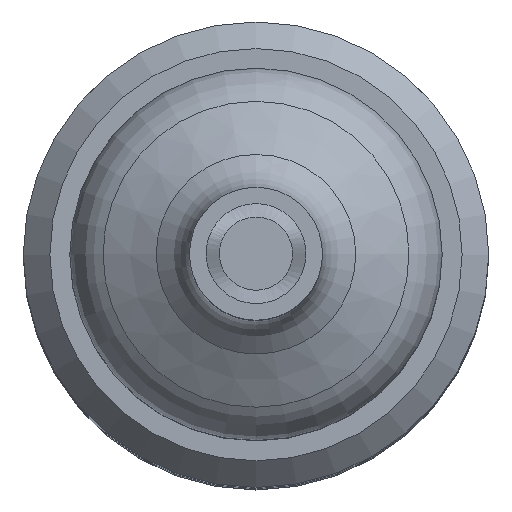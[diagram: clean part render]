
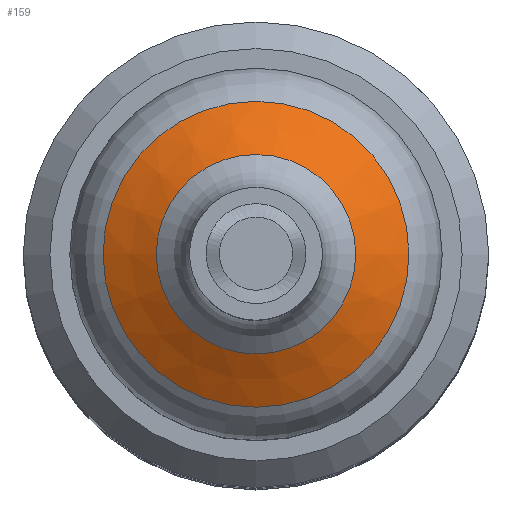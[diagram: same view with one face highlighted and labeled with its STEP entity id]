
A CAD part, top view. The second image highlights one B-rep face of the part: STEP entity #159.
In plain terms, the highlighted conical face has half-angle 60 degrees and reference radius 11.5 mm.
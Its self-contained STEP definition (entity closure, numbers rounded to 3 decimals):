
#50 = AXIS2_PLACEMENT_3D ( 'NONE', #396, #393, #399 ) ;
#55 = EDGE_CURVE ( 'NONE', #338, #338, #731, .T. ) ;
#159 = ADVANCED_FACE ( 'NONE', ( #633, #619 ), #612, .T. ) ;
#249 = EDGE_CURVE ( 'NONE', #333, #333, #565, .T. ) ;
#333 = VERTEX_POINT ( 'NONE', #426 ) ;
#338 = VERTEX_POINT ( 'NONE', #933 ) ;
#363 = AXIS2_PLACEMENT_3D ( 'NONE', #1081, #1088, #982 ) ;
#391 = DIRECTION ( 'NONE',  ( 0.173, 0.985, 0. ) ) ;
#393 = DIRECTION ( 'NONE',  ( 0., 0., -1. ) ) ;
#396 = CARTESIAN_POINT ( 'NONE',  ( 0., 0., 17.443 ) ) ;
#399 = DIRECTION ( 'NONE',  ( -0.173, -0.985, 0. ) ) ;
#426 = CARTESIAN_POINT ( 'NONE',  ( 1.987, 11.327, 17.443 ) ) ;
#565 = CIRCLE ( 'NONE', #852, 11.5 ) ;
#577 = DIRECTION ( 'NONE',  ( 0., 0., 1. ) ) ;
#612 = CONICAL_SURFACE ( 'NONE', #50, 11.5, 1.047 ) ;
#619 = FACE_OUTER_BOUND ( 'NONE', #768, .T. ) ;
#633 = FACE_BOUND ( 'NONE', #750, .T. ) ;
#731 = CIRCLE ( 'NONE', #363, 7.5 ) ;
#750 = EDGE_LOOP ( 'NONE', ( #1154 ) ) ;
#768 = EDGE_LOOP ( 'NONE', ( #1155 ) ) ;
#781 = CARTESIAN_POINT ( 'NONE',  ( 0., 0., 17.443 ) ) ;
#852 = AXIS2_PLACEMENT_3D ( 'NONE', #781, #577, #391 ) ;
#933 = CARTESIAN_POINT ( 'NONE',  ( 1.296, 7.387, 19.753 ) ) ;
#982 = DIRECTION ( 'NONE',  ( 0.173, 0.985, 0. ) ) ;
#1081 = CARTESIAN_POINT ( 'NONE',  ( 0., 0., 19.753 ) ) ;
#1088 = DIRECTION ( 'NONE',  ( 0., 0., 1. ) ) ;
#1154 = ORIENTED_EDGE ( 'NONE', *, *, #55, .F. ) ;
#1155 = ORIENTED_EDGE ( 'NONE', *, *, #249, .T. ) ;
